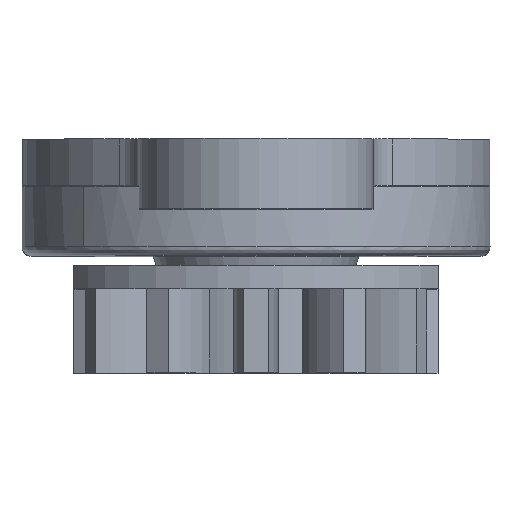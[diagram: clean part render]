
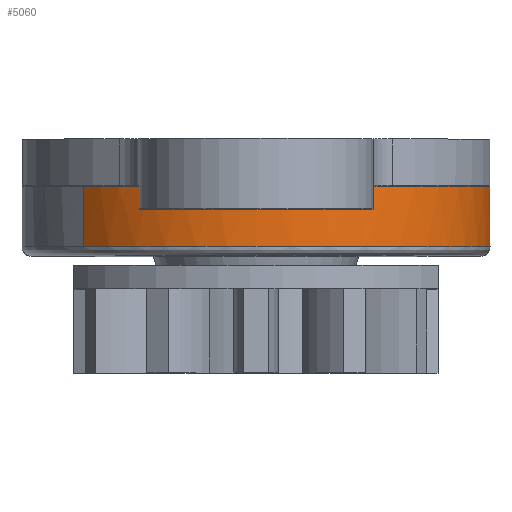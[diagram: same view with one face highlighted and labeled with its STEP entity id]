
A CAD part, top view. The second image highlights one B-rep face of the part: STEP entity #5060.
In plain terms, the highlighted free-form (B-spline) face has degree [2, 1] with [5, 2] control points.
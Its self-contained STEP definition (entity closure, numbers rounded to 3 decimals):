
#4840=CARTESIAN_POINT('',(3.686,-1.01,-3.378));
#4841=VERTEX_POINT('',#4840);
#4842=CARTESIAN_POINT('',(0.,-1.01,5.0));
#4843=VERTEX_POINT('',#4842);
#4844=CARTESIAN_POINT('',(3.686,-1.01,-3.378));
#4845=CARTESIAN_POINT('',(5.,-1.01,-1.944));
#4846=CARTESIAN_POINT('',(5.,-1.01,0.0));
#4847=CARTESIAN_POINT('',(5.,-1.01,5.));
#4848=CARTESIAN_POINT('',(0.,-1.01,5.0));
#4856=(BOUNDED_CURVE()B_SPLINE_CURVE(2,(#4844,#4845,#4846,#4847,#4848),.UNSPECIFIED.,.F.,.U.)B_SPLINE_CURVE_WITH_KNOTS((3,2,3),(0.632,0.75,1.0),.UNSPECIFIED.)CURVE()GEOMETRIC_REPRESENTATION_ITEM()RATIONAL_B_SPLINE_CURVE((0.854,0.861,1.0,0.707,1.0))REPRESENTATION_ITEM(''));
#4857=EDGE_CURVE('',#4841,#4843,#4856,.T.);
#4874=CARTESIAN_POINT('',(-3.686,-1.01,3.378));
#4875=VERTEX_POINT('',#4874);
#4891=CARTESIAN_POINT('',(0.,-1.01,5.0));
#4892=CARTESIAN_POINT('',(-2.2,-1.01,5.));
#4893=CARTESIAN_POINT('',(-3.686,-1.01,3.378));
#4901=(BOUNDED_CURVE()B_SPLINE_CURVE(2,(#4891,#4892,#4893),.UNSPECIFIED.,.F.,.U.)B_SPLINE_CURVE_WITH_KNOTS((3,3),(0.0,0.132),.UNSPECIFIED.)CURVE()GEOMETRIC_REPRESENTATION_ITEM()RATIONAL_B_SPLINE_CURVE((1.0,0.846,0.854))REPRESENTATION_ITEM(''));
#4902=EDGE_CURVE('',#4843,#4875,#4901,.T.);
#4933=CARTESIAN_POINT('',(-3.686,-2.3,3.378));
#4934=VERTEX_POINT('',#4933);
#4948=CARTESIAN_POINT('',(-3.686,-1.01,3.378));
#4949=CARTESIAN_POINT('',(-3.686,-2.3,3.378));
#4950=QUASI_UNIFORM_CURVE('',1,(#4948,#4949),.UNSPECIFIED.,.F.,.U.);
#4951=EDGE_CURVE('',#4875,#4934,#4950,.T.);
#4955=CARTESIAN_POINT('',(3.686,-2.3,-3.378));
#4956=VERTEX_POINT('',#4955);
#4957=CARTESIAN_POINT('',(3.686,-1.01,-3.378));
#4958=CARTESIAN_POINT('',(3.686,-2.3,-3.378));
#4959=QUASI_UNIFORM_CURVE('',1,(#4957,#4958),.UNSPECIFIED.,.F.,.U.);
#4960=EDGE_CURVE('',#4841,#4956,#4959,.T.);
#4993=CARTESIAN_POINT('',(3.686,-0.978,-3.378));
#4994=CARTESIAN_POINT('',(7.064,-0.978,0.308));
#4995=CARTESIAN_POINT('',(3.378,-0.978,3.686));
#4996=CARTESIAN_POINT('',(-0.308,-0.978,7.064));
#4997=CARTESIAN_POINT('',(-3.686,-0.978,3.378));
#4998=CARTESIAN_POINT('',(3.686,-2.333,-3.378));
#4999=CARTESIAN_POINT('',(7.064,-2.333,0.308));
#5000=CARTESIAN_POINT('',(3.378,-2.333,3.686));
#5001=CARTESIAN_POINT('',(-0.308,-2.333,7.064));
#5002=CARTESIAN_POINT('',(-3.686,-2.333,3.378));
#5010=(BOUNDED_SURFACE()B_SPLINE_SURFACE(2,1,((#4993,#4998),(#4994,#4999),(#4995,#5000),(#4996,#5001),(#4997,#5002)),.UNSPECIFIED.,.F.,.F.,.U.)B_SPLINE_SURFACE_WITH_KNOTS((3,2,3),(2,2),(0.0,8.284,16.569),(0.0,1.0),.UNSPECIFIED.)GEOMETRIC_REPRESENTATION_ITEM()RATIONAL_B_SPLINE_SURFACE(((1.0,1.0),(0.707,0.707),(1.0,1.0),(0.707,0.707),(1.0,1.0)))REPRESENTATION_ITEM('')SURFACE());
#5011=CARTESIAN_POINT('',(0.,-2.3,5.));
#5012=VERTEX_POINT('',#5011);
#5013=CARTESIAN_POINT('',(-3.686,-2.3,3.378));
#5014=CARTESIAN_POINT('',(-2.2,-2.3,5.));
#5015=CARTESIAN_POINT('',(0.,-2.3,5.));
#5023=(BOUNDED_CURVE()B_SPLINE_CURVE(2,(#5013,#5014,#5015),.UNSPECIFIED.,.F.,.U.)B_SPLINE_CURVE_WITH_KNOTS((3,3),(0.868,1.0),.UNSPECIFIED.)CURVE()GEOMETRIC_REPRESENTATION_ITEM()RATIONAL_B_SPLINE_CURVE((0.854,0.846,1.0))REPRESENTATION_ITEM(''));
#5024=EDGE_CURVE('',#4934,#5012,#5023,.T.);
#5025=ORIENTED_EDGE('',*,*,#5024,.T.);
#5026=CARTESIAN_POINT('',(5.,-2.3,0.));
#5027=VERTEX_POINT('',#5026);
#5028=CARTESIAN_POINT('',(0.,-2.3,5.));
#5029=CARTESIAN_POINT('',(5.,-2.3,5.));
#5030=CARTESIAN_POINT('',(5.,-2.3,0.));
#5038=(BOUNDED_CURVE()B_SPLINE_CURVE(2,(#5028,#5029,#5030),.UNSPECIFIED.,.F.,.U.)B_SPLINE_CURVE_WITH_KNOTS((3,3),(0.0,0.25),.UNSPECIFIED.)CURVE()GEOMETRIC_REPRESENTATION_ITEM()RATIONAL_B_SPLINE_CURVE((1.0,0.707,1.0))REPRESENTATION_ITEM(''));
#5039=EDGE_CURVE('',#5012,#5027,#5038,.T.);
#5040=ORIENTED_EDGE('',*,*,#5039,.T.);
#5041=CARTESIAN_POINT('',(5.,-2.3,0.));
#5042=CARTESIAN_POINT('',(5.,-2.3,-1.944));
#5043=CARTESIAN_POINT('',(3.686,-2.3,-3.378));
#5051=(BOUNDED_CURVE()B_SPLINE_CURVE(2,(#5041,#5042,#5043),.UNSPECIFIED.,.F.,.U.)B_SPLINE_CURVE_WITH_KNOTS((3,3),(0.25,0.368),.UNSPECIFIED.)CURVE()GEOMETRIC_REPRESENTATION_ITEM()RATIONAL_B_SPLINE_CURVE((1.,0.861,0.854))REPRESENTATION_ITEM(''));
#5052=EDGE_CURVE('',#5027,#4956,#5051,.T.);
#5053=ORIENTED_EDGE('',*,*,#5052,.T.);
#5054=ORIENTED_EDGE('',*,*,#4960,.F.);
#5055=ORIENTED_EDGE('',*,*,#4857,.T.);
#5056=ORIENTED_EDGE('',*,*,#4902,.T.);
#5057=ORIENTED_EDGE('',*,*,#4951,.T.);
#5058=EDGE_LOOP('',(#5025,#5040,#5053,#5054,#5055,#5056,#5057));
#5059=FACE_OUTER_BOUND('',#5058,.T.);
#5060=ADVANCED_FACE('',(#5059),#5010,.T.);
